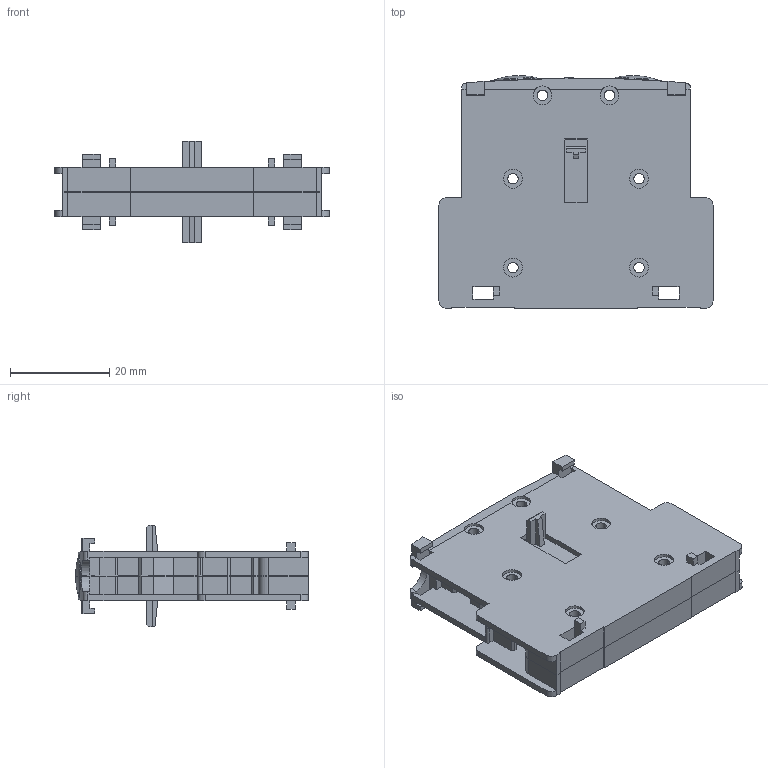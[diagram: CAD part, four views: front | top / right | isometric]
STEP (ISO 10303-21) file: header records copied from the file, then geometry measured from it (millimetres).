
FILE_DESCRIPTION (( 'STEP AP203' ), '1' );
FILE_NAME ('RADE KONCAR - Mechanical interlock MB2.STEP', '2025-04-16T12:59:50', ( '' ), ( '' ), 'SwSTEP 2.0', 'SolidWorks 2011', '' );
FILE_SCHEMA (( 'CONFIG_CONTROL_DESIGN' ));
Length unit declared in the file: millimetre
Products named in the file (1): RADE KONCAR - Mechanical interlock MB2
Bounding box: 55.2 x 46.87 x 20.4 mm (x, y, z)
Volume: 16847.2 mm3; surface area: 14497.5 mm2
Topology: 6 solids, 10 shells, 570 faces, 1594 edges, 1048 vertices
Faces by surface type: plane 380, cylinder 166, bspline 12, torus 8, cone 4
Entity records: 20841 total; most frequent: CARTESIAN_POINT 6009, ORIENTED_EDGE 3180, DIRECTION 2916, EDGE_CURVE 1590, LINE 1170, VECTOR 1170, VERTEX_POINT 1048, AXIS2_PLACEMENT_3D 873
